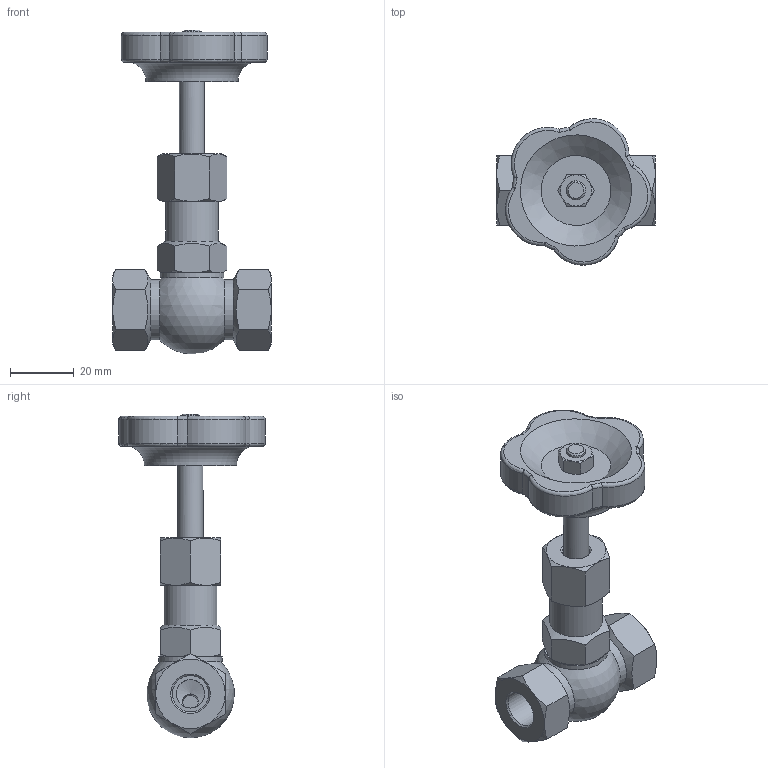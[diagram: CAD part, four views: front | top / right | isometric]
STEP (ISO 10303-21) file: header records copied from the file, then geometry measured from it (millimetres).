
FILE_DESCRIPTION( ( 'Unknown' ), '1' );
FILE_NAME( '10110021.stp', 'Unknown', ( 'Peter Nanko' ), ( 'Armaturen Arndt' ), 'PSStep 14.0', 'Solid Edge ST4', ' ' );
FILE_SCHEMA( ( 'AUTOMOTIVE_DESIGN { 1 0 10303 214 1 1 1 1 }' ) );
Length unit declared in the file: millimetre
Products named in the file (1): 1
Bounding box: 50 x 46.1 x 101.98 mm (x, y, z)
Volume: 46655.3 mm3; surface area: 14025.7 mm2
Topology: 1 solids, 1 shells, 130 faces, 297 edges, 182 vertices
Faces by surface type: plane 64, cylinder 23, torus 21, cone 21, sphere 1
Full cylindrical faces by diameter (mm): 5 x1, 6 x1, 7.9 x1, 8 x1, 8.5 x1, 9 x1, 11.445 x2, 16.662 x1, 19 x2, 20 x1, 21 x1
Entity records: 5124 total; most frequent: CARTESIAN_POINT 1452, DIRECTION 524, ORIENTED_EDGE 506, EDGE_CURVE 253, AXIS2_PLACEMENT_3D 228, EDGE_LOOP 174, VERTEX_POINT 170, FACE_OUTER_BOUND 144
